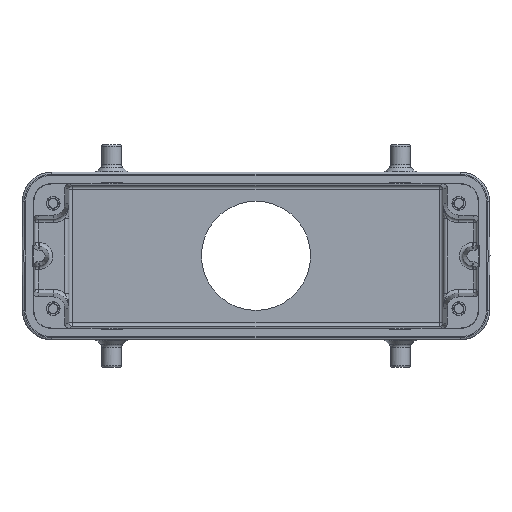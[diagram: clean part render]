
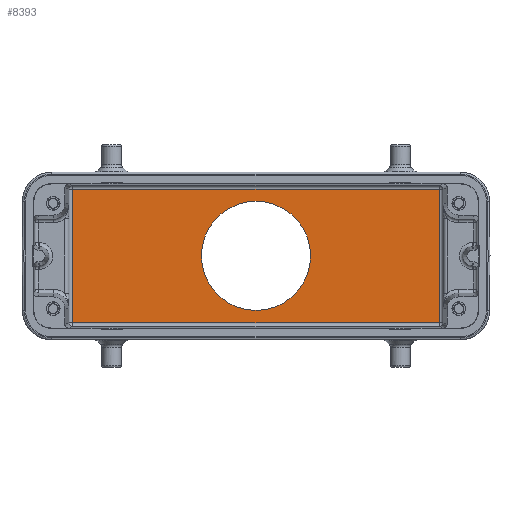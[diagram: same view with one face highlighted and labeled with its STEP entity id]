
A CAD part, front view. The second image highlights one B-rep face of the part: STEP entity #8393.
In plain terms, the highlighted planar face has unit normal (0, -1, 0).
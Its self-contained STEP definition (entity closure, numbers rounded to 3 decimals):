
#461=CARTESIAN_POINT('',(0.,52.,0.049));
#462=DIRECTION('',(0.,-1.,0.));
#463=DIRECTION('',(1.,0.,0.));
#464=AXIS2_PLACEMENT_3D('',#461,#462,#463);
#466=CARTESIAN_POINT('',(0.,52.,0.049));
#467=DIRECTION('',(0.,-1.,0.));
#468=DIRECTION('',(-1.,0.,0.));
#469=AXIS2_PLACEMENT_3D('',#466,#467,#468);
#471=DIRECTION('',(0.,0.,-1.));
#472=VECTOR('',#471,34.27);
#473=CARTESIAN_POINT('',(-47.,52.,17.135));
#474=LINE('',#473,#472);
#4242=DIRECTION('',(1.,0.,0.));
#4243=VECTOR('',#4242,94.);
#4244=CARTESIAN_POINT('',(-47.,52.,-17.135));
#4245=LINE('',#4244,#4243);
#4269=DIRECTION('',(0.,0.,1.));
#4270=VECTOR('',#4269,34.27);
#4271=CARTESIAN_POINT('',(47.,52.,-17.135));
#4272=LINE('',#4271,#4270);
#4292=DIRECTION('',(-1.,0.,0.));
#4293=VECTOR('',#4292,94.);
#4294=CARTESIAN_POINT('',(47.,52.,17.135));
#4295=LINE('',#4294,#4293);
#6245=CARTESIAN_POINT('',(14.,52.,0.049));
#6246=CARTESIAN_POINT('',(-14.,52.,0.049));
#6247=VERTEX_POINT('',#6245);
#6248=VERTEX_POINT('',#6246);
#6249=CARTESIAN_POINT('',(-47.,52.,17.135));
#6250=CARTESIAN_POINT('',(-47.,52.,-17.135));
#6251=VERTEX_POINT('',#6249);
#6252=VERTEX_POINT('',#6250);
#6253=CARTESIAN_POINT('',(47.,52.,17.135));
#6254=VERTEX_POINT('',#6253);
#6255=CARTESIAN_POINT('',(47.,52.,-17.135));
#6256=VERTEX_POINT('',#6255);
#8373=CARTESIAN_POINT('',(57.,52.,-18.5));
#8374=DIRECTION('',(0.,1.,0.));
#8375=DIRECTION('',(1.,0.,0.));
#8376=AXIS2_PLACEMENT_3D('',#8373,#8374,#8375);
#8377=PLANE('',#8376);
#8379=ORIENTED_EDGE('',*,*,#8378,.F.);
#8381=ORIENTED_EDGE('',*,*,#8380,.F.);
#8383=ORIENTED_EDGE('',*,*,#8382,.F.);
#8385=ORIENTED_EDGE('',*,*,#8384,.F.);
#8386=EDGE_LOOP('',(#8379,#8381,#8383,#8385));
#8387=FACE_OUTER_BOUND('',#8386,.F.);
#8388=ORIENTED_EDGE('',*,*,#8363,.T.);
#8390=ORIENTED_EDGE('',*,*,#8389,.T.);
#8391=EDGE_LOOP('',(#8388,#8390));
#8392=FACE_BOUND('',#8391,.F.);
#8393=ADVANCED_FACE('',(#8387,#8392),#8377,.F.);
#465=CIRCLE('',#464,14.);
#470=CIRCLE('',#469,14.);
#8363=EDGE_CURVE('',#6247,#6248,#465,.T.);
#8378=EDGE_CURVE('',#6251,#6252,#474,.T.);
#8380=EDGE_CURVE('',#6254,#6251,#4295,.T.);
#8382=EDGE_CURVE('',#6256,#6254,#4272,.T.);
#8384=EDGE_CURVE('',#6252,#6256,#4245,.T.);
#8389=EDGE_CURVE('',#6248,#6247,#470,.T.);
